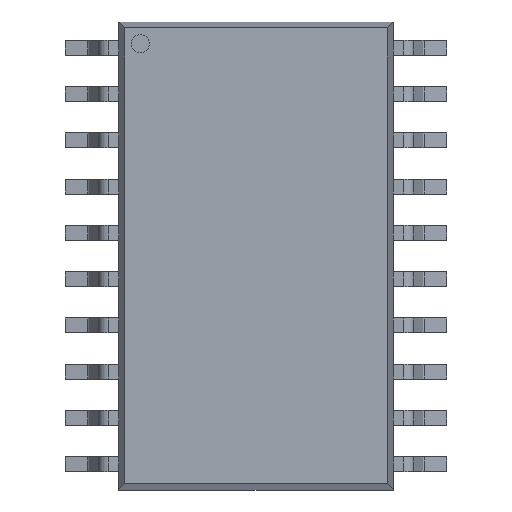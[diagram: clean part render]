
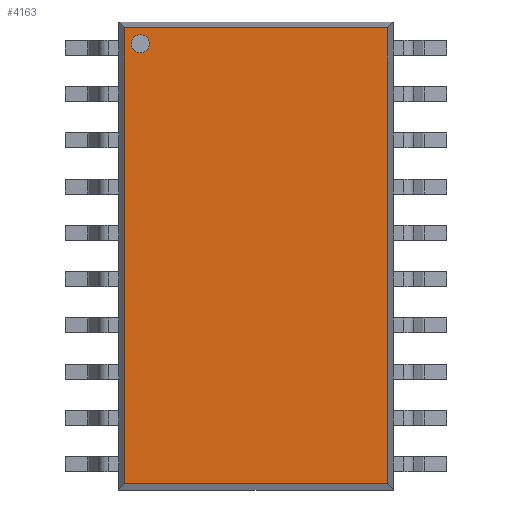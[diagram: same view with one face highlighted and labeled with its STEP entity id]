
A CAD part, top view. The second image highlights one B-rep face of the part: STEP entity #4163.
In plain terms, the highlighted planar face has unit normal (0, 0, 1).
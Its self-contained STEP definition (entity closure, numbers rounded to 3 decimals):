
#135 = CIRCLE ( 'NONE', #8914, 0.25 ) ;
#176 = EDGE_CURVE ( 'NONE', #747, #727, #135, .T. ) ;
#639 = ORIENTED_EDGE ( 'NONE', *, *, #3744, .T. ) ;
#645 = FACE_BOUND ( 'NONE', #6373, .T. ) ;
#727 = VERTEX_POINT ( 'NONE', #6050 ) ;
#747 = VERTEX_POINT ( 'NONE', #8243 ) ;
#750 = DIRECTION ( 'NONE',  ( 0., -1., 0. ) ) ;
#790 = EDGE_CURVE ( 'NONE', #5868, #7448, #4901, .T. ) ;
#931 = VERTEX_POINT ( 'NONE', #2380 ) ;
#942 = DIRECTION ( 'NONE',  ( 0., 0., 1. ) ) ;
#1385 = VECTOR ( 'NONE', #2769, 1000. ) ;
#1805 = CIRCLE ( 'NONE', #8203, 0.25 ) ;
#2284 = EDGE_LOOP ( 'NONE', ( #2647, #6391, #6408, #639 ) ) ;
#2380 = CARTESIAN_POINT ( 'NONE',  ( -3.61, 6.26, 2.65 ) ) ;
#2647 = ORIENTED_EDGE ( 'NONE', *, *, #7324, .T. ) ;
#2769 = DIRECTION ( 'NONE',  ( -1., 0., 0. ) ) ;
#3120 = CARTESIAN_POINT ( 'NONE',  ( -3.175, 5.825, 2.65 ) ) ;
#3176 = VERTEX_POINT ( 'NONE', #7646 ) ;
#3436 = DIRECTION ( 'NONE',  ( 1., 0., 0. ) ) ;
#3744 = EDGE_CURVE ( 'NONE', #7448, #3176, #4231, .T. ) ;
#3914 = CARTESIAN_POINT ( 'NONE',  ( -3.61, -6.26, 2.65 ) ) ;
#4053 = AXIS2_PLACEMENT_3D ( 'NONE', #6725, #7508, #3436 ) ;
#4100 = CARTESIAN_POINT ( 'NONE',  ( -3.775, 6.26, 2.65 ) ) ;
#4163 = ADVANCED_FACE ( 'NONE', ( #645, #4494 ), #4544, .T. ) ;
#4231 = LINE ( 'NONE', #8804, #6401 ) ;
#4494 = FACE_OUTER_BOUND ( 'NONE', #2284, .T. ) ;
#4544 = PLANE ( 'NONE',  #4053 ) ;
#4901 = LINE ( 'NONE', #9476, #5313 ) ;
#4988 = DIRECTION ( 'NONE',  ( 1., 0., 0. ) ) ;
#5194 = LINE ( 'NONE', #8896, #7007 ) ;
#5313 = VECTOR ( 'NONE', #5715, 1000. ) ;
#5468 = DIRECTION ( 'NONE',  ( 1., 0., 0. ) ) ;
#5715 = DIRECTION ( 'NONE',  ( 1., 0., 0. ) ) ;
#5868 = VERTEX_POINT ( 'NONE', #3914 ) ;
#5906 = ORIENTED_EDGE ( 'NONE', *, *, #176, .F. ) ;
#6050 = CARTESIAN_POINT ( 'NONE',  ( -3.425, 5.825, 2.65 ) ) ;
#6225 = ORIENTED_EDGE ( 'NONE', *, *, #9331, .F. ) ;
#6373 = EDGE_LOOP ( 'NONE', ( #5906, #6225 ) ) ;
#6391 = ORIENTED_EDGE ( 'NONE', *, *, #7832, .T. ) ;
#6401 = VECTOR ( 'NONE', #7382, 1000. ) ;
#6408 = ORIENTED_EDGE ( 'NONE', *, *, #790, .T. ) ;
#6725 = CARTESIAN_POINT ( 'NONE',  ( 0., 0., 2.65 ) ) ;
#7007 = VECTOR ( 'NONE', #750, 1000. ) ;
#7324 = EDGE_CURVE ( 'NONE', #3176, #931, #8583, .T. ) ;
#7382 = DIRECTION ( 'NONE',  ( 0., 1., 0. ) ) ;
#7448 = VERTEX_POINT ( 'NONE', #8133 ) ;
#7508 = DIRECTION ( 'NONE',  ( 0., 0., 1. ) ) ;
#7646 = CARTESIAN_POINT ( 'NONE',  ( 3.61, 6.26, 2.65 ) ) ;
#7805 = CARTESIAN_POINT ( 'NONE',  ( -3.175, 5.825, 2.65 ) ) ;
#7832 = EDGE_CURVE ( 'NONE', #931, #5868, #5194, .T. ) ;
#7951 = DIRECTION ( 'NONE',  ( 0., 0., 1. ) ) ;
#8133 = CARTESIAN_POINT ( 'NONE',  ( 3.61, -6.26, 2.65 ) ) ;
#8203 = AXIS2_PLACEMENT_3D ( 'NONE', #3120, #942, #5468 ) ;
#8243 = CARTESIAN_POINT ( 'NONE',  ( -2.925, 5.825, 2.65 ) ) ;
#8583 = LINE ( 'NONE', #4100, #1385 ) ;
#8804 = CARTESIAN_POINT ( 'NONE',  ( 3.61, 6.425, 2.65 ) ) ;
#8896 = CARTESIAN_POINT ( 'NONE',  ( -3.61, -6.425, 2.65 ) ) ;
#8914 = AXIS2_PLACEMENT_3D ( 'NONE', #7805, #7951, #4988 ) ;
#9331 = EDGE_CURVE ( 'NONE', #727, #747, #1805, .T. ) ;
#9476 = CARTESIAN_POINT ( 'NONE',  ( 3.775, -6.26, 2.65 ) ) ;
